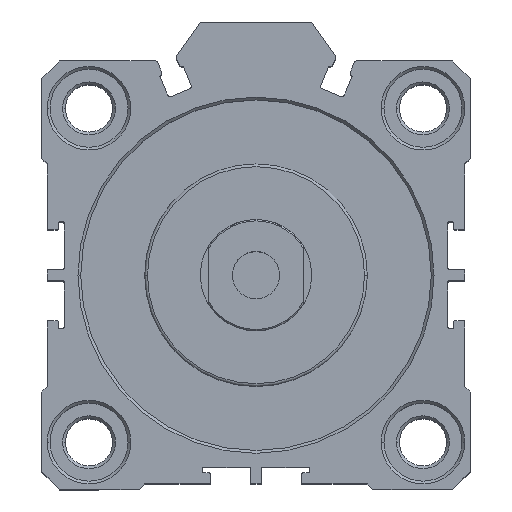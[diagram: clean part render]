
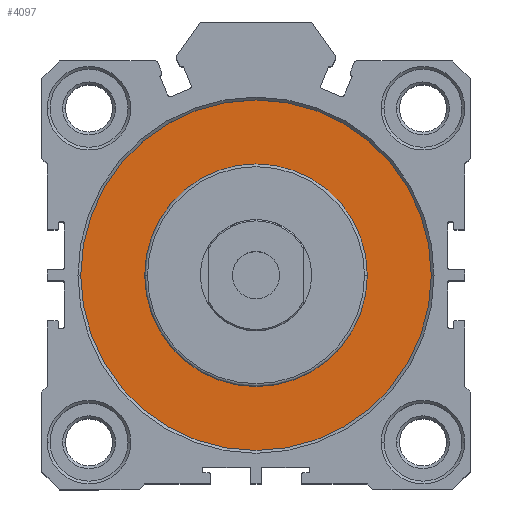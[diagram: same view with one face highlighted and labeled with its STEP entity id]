
A CAD part, top view. The second image highlights one B-rep face of the part: STEP entity #4097.
In plain terms, the highlighted planar face has unit normal (0, 0, 1).
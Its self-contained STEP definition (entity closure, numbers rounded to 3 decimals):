
#268 = AXIS2_PLACEMENT_3D ( 'NONE', #3110, #7439, #3735 ) ;
#371 = VERTEX_POINT ( 'NONE', #4196 ) ;
#383 = FACE_OUTER_BOUND ( 'NONE', #3177, .T. ) ;
#435 = ORIENTED_EDGE ( 'NONE', *, *, #776, .F. ) ;
#571 = EDGE_LOOP ( 'NONE', ( #435, #7408 ) ) ;
#631 = PLANE ( 'NONE',  #2045 ) ;
#635 = VERTEX_POINT ( 'NONE', #2175 ) ;
#685 = CARTESIAN_POINT ( 'NONE',  ( 0., 0., 22.8 ) ) ;
#776 = EDGE_CURVE ( 'NONE', #371, #4956, #6923, .T. ) ;
#822 = CARTESIAN_POINT ( 'NONE',  ( 0., 0., 22.8 ) ) ;
#1122 = VERTEX_POINT ( 'NONE', #6979 ) ;
#1248 = DIRECTION ( 'NONE',  ( 1., 0., 0. ) ) ;
#1257 = AXIS2_PLACEMENT_3D ( 'NONE', #6412, #2722, #7041 ) ;
#1300 = DIRECTION ( 'NONE',  ( 1., 0., 0. ) ) ;
#1447 = DIRECTION ( 'NONE',  ( 1., 0., 0. ) ) ;
#1937 = EDGE_CURVE ( 'NONE', #635, #1122, #4352, .T. ) ;
#1997 = FACE_BOUND ( 'NONE', #571, .T. ) ;
#2045 = AXIS2_PLACEMENT_3D ( 'NONE', #6801, #4964, #1248 ) ;
#2165 = CARTESIAN_POINT ( 'NONE',  ( 20., 0., 22.8 ) ) ;
#2175 = CARTESIAN_POINT ( 'NONE',  ( -31.5, 0., 22.8 ) ) ;
#2241 = EDGE_CURVE ( 'NONE', #1122, #635, #6786, .T. ) ;
#2722 = DIRECTION ( 'NONE',  ( 0., 0., 1. ) ) ;
#3030 = AXIS2_PLACEMENT_3D ( 'NONE', #685, #5018, #1300 ) ;
#3110 = CARTESIAN_POINT ( 'NONE',  ( 0., 0., 22.8 ) ) ;
#3177 = EDGE_LOOP ( 'NONE', ( #7177, #7129 ) ) ;
#3362 = EDGE_CURVE ( 'NONE', #4956, #371, #7434, .T. ) ;
#3735 = DIRECTION ( 'NONE',  ( 1., 0., 0. ) ) ;
#4097 = ADVANCED_FACE ( 'NONE', ( #1997, #383 ), #631, .T. ) ;
#4196 = CARTESIAN_POINT ( 'NONE',  ( -20., 0., 22.8 ) ) ;
#4352 = CIRCLE ( 'NONE', #3030, 31.5 ) ;
#4956 = VERTEX_POINT ( 'NONE', #2165 ) ;
#4964 = DIRECTION ( 'NONE',  ( 0., 0., 1. ) ) ;
#5018 = DIRECTION ( 'NONE',  ( 0., 0., 1. ) ) ;
#5171 = DIRECTION ( 'NONE',  ( 0., 0., 1. ) ) ;
#5382 = AXIS2_PLACEMENT_3D ( 'NONE', #822, #5171, #1447 ) ;
#6412 = CARTESIAN_POINT ( 'NONE',  ( 0., 0., 22.8 ) ) ;
#6786 = CIRCLE ( 'NONE', #5382, 31.5 ) ;
#6801 = CARTESIAN_POINT ( 'NONE',  ( 0., 0., 22.8 ) ) ;
#6923 = CIRCLE ( 'NONE', #268, 20. ) ;
#6979 = CARTESIAN_POINT ( 'NONE',  ( 31.5, 0., 22.8 ) ) ;
#7041 = DIRECTION ( 'NONE',  ( 1., 0., 0. ) ) ;
#7129 = ORIENTED_EDGE ( 'NONE', *, *, #1937, .T. ) ;
#7177 = ORIENTED_EDGE ( 'NONE', *, *, #2241, .T. ) ;
#7408 = ORIENTED_EDGE ( 'NONE', *, *, #3362, .F. ) ;
#7434 = CIRCLE ( 'NONE', #1257, 20. ) ;
#7439 = DIRECTION ( 'NONE',  ( 0., 0., 1. ) ) ;
